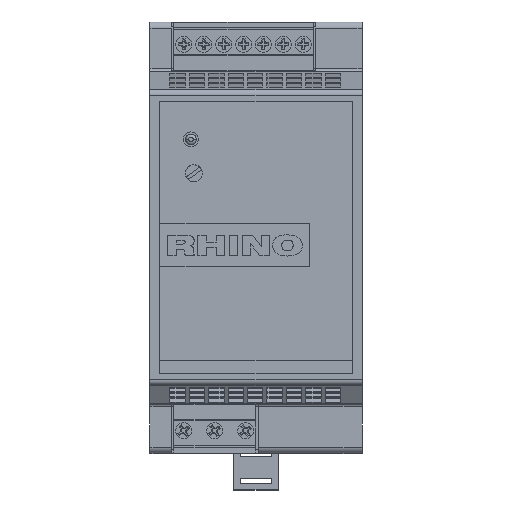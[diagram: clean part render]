
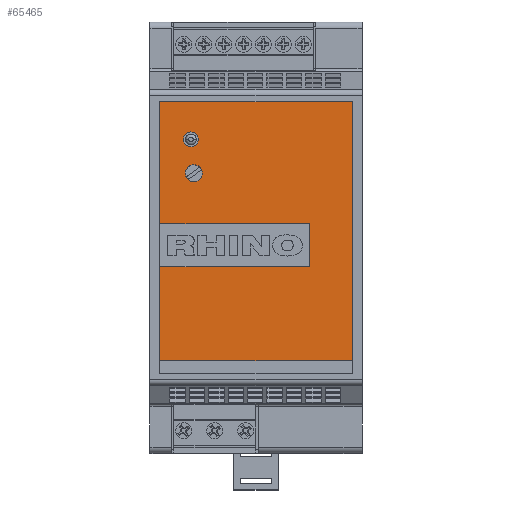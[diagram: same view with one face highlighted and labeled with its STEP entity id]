
A CAD part, top view. The second image highlights one B-rep face of the part: STEP entity #65465.
In plain terms, the highlighted planar face has unit normal (0, 0, 1).
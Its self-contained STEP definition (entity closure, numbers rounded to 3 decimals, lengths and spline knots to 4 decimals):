
#45 = CARTESIAN_POINT ( 'NONE',  ( -0.654, 0.985, 0.0005 ) ) ;
#46 = DIRECTION ( 'NONE',  ( 0., 0., 1. ) ) ;
#47 = DIRECTION ( 'NONE',  ( 1., 0., 0. ) ) ;
#48 = CARTESIAN_POINT ( 'NONE',  ( -0.625, 0.645, 0.0005 ) ) ;
#49 = DIRECTION ( 'NONE',  ( 0., 0., 1. ) ) ;
#50 = DIRECTION ( 'NONE',  ( 1., 0., 0. ) ) ;
#51 = CARTESIAN_POINT ( 'NONE',  ( -0.965, -1.2387, 0.0005 ) ) ;
#52 = DIRECTION ( 'NONE',  ( -1., 0., 0. ) ) ;
#53 = CARTESIAN_POINT ( 'NONE',  ( -0.965, 1.365, 0.0005 ) ) ;
#54 = DIRECTION ( 'NONE',  ( 0., -1., 0. ) ) ;
#55 = CARTESIAN_POINT ( 'NONE',  ( 0.965, 1.365, 0.0005 ) ) ;
#56 = DIRECTION ( 'NONE',  ( 0., 1., 0. ) ) ;
#57 = CARTESIAN_POINT ( 'NONE',  ( -0.965, 1.365, 0.0005 ) ) ;
#58 = DIRECTION ( 'NONE',  ( -1., 0., 0. ) ) ;
#59 = CARTESIAN_POINT ( 'NONE',  ( -0.965, 1.365, 0.0005 ) ) ;
#60 = DIRECTION ( 'NONE',  ( 0., -1., 0. ) ) ;
#61 = CARTESIAN_POINT ( 'NONE',  ( -0.965, 0.1392, 0.0005 ) ) ;
#62 = DIRECTION ( 'NONE',  ( -1., 0., 0. ) ) ;
#63 = CARTESIAN_POINT ( 'NONE',  ( 0.5374, 0.1392, 0.0005 ) ) ;
#64 = DIRECTION ( 'NONE',  ( 0., 1., 0. ) ) ;
#65 = CARTESIAN_POINT ( 'NONE',  ( -0.965, -0.2958, 0.0005 ) ) ;
#66 = DIRECTION ( 'NONE',  ( 1., 0., 0. ) ) ;
#10813 = CARTESIAN_POINT ( 'NONE',  ( -0.729, 0.985, 0.0005 ) ) ;
#10814 = CARTESIAN_POINT ( 'NONE',  ( -0.579, 0.985, 0.0005 ) ) ;
#10817 = CARTESIAN_POINT ( 'NONE',  ( -0.711, 0.645, 0.0005 ) ) ;
#10818 = CARTESIAN_POINT ( 'NONE',  ( -0.539, 0.645, 0.0005 ) ) ;
#27999 = CARTESIAN_POINT ( 'NONE',  ( -0.654, 0.985, 0.0005 ) ) ;
#28000 = DIRECTION ( 'NONE',  ( 0., 0., 1. ) ) ;
#28001 = DIRECTION ( 'NONE',  ( 1., 0., 0. ) ) ;
#28025 = CARTESIAN_POINT ( 'NONE',  ( -0.625, 0.645, 0.0005 ) ) ;
#28026 = DIRECTION ( 'NONE',  ( 0., 0., 1. ) ) ;
#28027 = DIRECTION ( 'NONE',  ( 1., 0., 0. ) ) ;
#28808 = CIRCLE ( 'NONE', #28810, 0.075 ) ;
#28810 = AXIS2_PLACEMENT_3D ( 'NONE', #27999, #28000, #28001 ) ;
#28818 = CIRCLE ( 'NONE', #28821, 0.086 ) ;
#28821 = AXIS2_PLACEMENT_3D ( 'NONE', #28025, #28026, #28027 ) ;
#31444 = CARTESIAN_POINT ( 'NONE',  ( -0.965, -0.2958, 0.0005 ) ) ;
#31445 = CARTESIAN_POINT ( 'NONE',  ( -0.965, -1.2387, 0.0005 ) ) ;
#31446 = CARTESIAN_POINT ( 'NONE',  ( 0.965, -1.2387, 0.0005 ) ) ;
#31447 = CARTESIAN_POINT ( 'NONE',  ( 0.965, 1.365, 0.0005 ) ) ;
#31448 = CARTESIAN_POINT ( 'NONE',  ( -0.965, 1.365, 0.0005 ) ) ;
#31449 = CARTESIAN_POINT ( 'NONE',  ( -0.965, 0.1392, 0.0005 ) ) ;
#31450 = CARTESIAN_POINT ( 'NONE',  ( 0.5374, 0.1392, 0.0005 ) ) ;
#31451 = CARTESIAN_POINT ( 'NONE',  ( 0.5374, -0.2958, 0.0005 ) ) ;
#37401 = FACE_BOUND ( 'NONE', #40770, .T. ) ;
#37402 = FACE_BOUND ( 'NONE', #40771, .T. ) ;
#37403 = FACE_OUTER_BOUND ( 'NONE', #40772, .T. ) ;
#37964 = AXIS2_PLACEMENT_3D ( 'NONE', #38601, #38602, #38603 ) ;
#38600 = PLANE ( 'NONE',  #37964 ) ;
#38601 = CARTESIAN_POINT ( 'NONE',  ( 0.965, -1.365, 0.0005 ) ) ;
#38602 = DIRECTION ( 'NONE',  ( 0., 0., 1. ) ) ;
#38603 = DIRECTION ( 'NONE',  ( 1., 0., 0. ) ) ;
#40770 = EDGE_LOOP ( 'NONE', ( #41850, #41853 ) ) ;
#40771 = EDGE_LOOP ( 'NONE', ( #41851, #41854 ) ) ;
#40772 = EDGE_LOOP ( 'NONE', ( #41852, #41856, #41855, #41857, #41858, #41859, #41860, #41861 ) ) ;
#41077 = EDGE_CURVE ( 'NONE', #48279, #48278, #50326, .T. ) ;
#41078 = EDGE_CURVE ( 'NONE', #48283, #48282, #50339, .T. ) ;
#41079 = EDGE_CURVE ( 'NONE', #63155, #63154, #69014, .T. ) ;
#41080 = EDGE_CURVE ( 'NONE', #63153, #63154, #69015, .T. ) ;
#41081 = EDGE_CURVE ( 'NONE', #63155, #63156, #69016, .T. ) ;
#41082 = EDGE_CURVE ( 'NONE', #63156, #63157, #69017, .T. ) ;
#41083 = EDGE_CURVE ( 'NONE', #63157, #63158, #69018, .T. ) ;
#41084 = EDGE_CURVE ( 'NONE', #63159, #63158, #69019, .T. ) ;
#41085 = EDGE_CURVE ( 'NONE', #63160, #63159, #69020, .T. ) ;
#41086 = EDGE_CURVE ( 'NONE', #63153, #63160, #69021, .T. ) ;
#41850 = ORIENTED_EDGE ( 'NONE', *, *, #41077, .F. ) ;
#41851 = ORIENTED_EDGE ( 'NONE', *, *, #41078, .F. ) ;
#41852 = ORIENTED_EDGE ( 'NONE', *, *, #41080, .T. ) ;
#41853 = ORIENTED_EDGE ( 'NONE', *, *, #58746, .F. ) ;
#41854 = ORIENTED_EDGE ( 'NONE', *, *, #58754, .F. ) ;
#41855 = ORIENTED_EDGE ( 'NONE', *, *, #41081, .T. ) ;
#41856 = ORIENTED_EDGE ( 'NONE', *, *, #41079, .F. ) ;
#41857 = ORIENTED_EDGE ( 'NONE', *, *, #41082, .T. ) ;
#41858 = ORIENTED_EDGE ( 'NONE', *, *, #41083, .T. ) ;
#41859 = ORIENTED_EDGE ( 'NONE', *, *, #41084, .F. ) ;
#41860 = ORIENTED_EDGE ( 'NONE', *, *, #41085, .F. ) ;
#41861 = ORIENTED_EDGE ( 'NONE', *, *, #41086, .F. ) ;
#48278 = VERTEX_POINT ( 'NONE', #10813 ) ;
#48279 = VERTEX_POINT ( 'NONE', #10814 ) ;
#48282 = VERTEX_POINT ( 'NONE', #10817 ) ;
#48283 = VERTEX_POINT ( 'NONE', #10818 ) ;
#50326 = CIRCLE ( 'NONE', #50338, 0.075 ) ;
#50338 = AXIS2_PLACEMENT_3D ( 'NONE', #45, #46, #47 ) ;
#50339 = CIRCLE ( 'NONE', #50340, 0.086 ) ;
#50340 = AXIS2_PLACEMENT_3D ( 'NONE', #48, #49, #50 ) ;
#50341 = VECTOR ( 'NONE', #52, 39.3701 ) ;
#50342 = VECTOR ( 'NONE', #54, 39.3701 ) ;
#50343 = VECTOR ( 'NONE', #56, 39.3701 ) ;
#50344 = VECTOR ( 'NONE', #58, 39.3701 ) ;
#50345 = VECTOR ( 'NONE', #60, 39.3701 ) ;
#50346 = VECTOR ( 'NONE', #62, 39.3701 ) ;
#50347 = VECTOR ( 'NONE', #64, 39.3701 ) ;
#50348 = VECTOR ( 'NONE', #66, 39.3701 ) ;
#58746 = EDGE_CURVE ( 'NONE', #48278, #48279, #28808, .T. ) ;
#58754 = EDGE_CURVE ( 'NONE', #48282, #48283, #28818, .T. ) ;
#63153 = VERTEX_POINT ( 'NONE', #31444 ) ;
#63154 = VERTEX_POINT ( 'NONE', #31445 ) ;
#63155 = VERTEX_POINT ( 'NONE', #31446 ) ;
#63156 = VERTEX_POINT ( 'NONE', #31447 ) ;
#63157 = VERTEX_POINT ( 'NONE', #31448 ) ;
#63158 = VERTEX_POINT ( 'NONE', #31449 ) ;
#63159 = VERTEX_POINT ( 'NONE', #31450 ) ;
#63160 = VERTEX_POINT ( 'NONE', #31451 ) ;
#65465 = ADVANCED_FACE ( 'NONE', ( #37401, #37402, #37403 ), #38600, .T. ) ;
#69014 = LINE ( 'NONE', #51, #50341 ) ;
#69015 = LINE ( 'NONE', #53, #50342 ) ;
#69016 = LINE ( 'NONE', #55, #50343 ) ;
#69017 = LINE ( 'NONE', #57, #50344 ) ;
#69018 = LINE ( 'NONE', #59, #50345 ) ;
#69019 = LINE ( 'NONE', #61, #50346 ) ;
#69020 = LINE ( 'NONE', #63, #50347 ) ;
#69021 = LINE ( 'NONE', #65, #50348 ) ;
